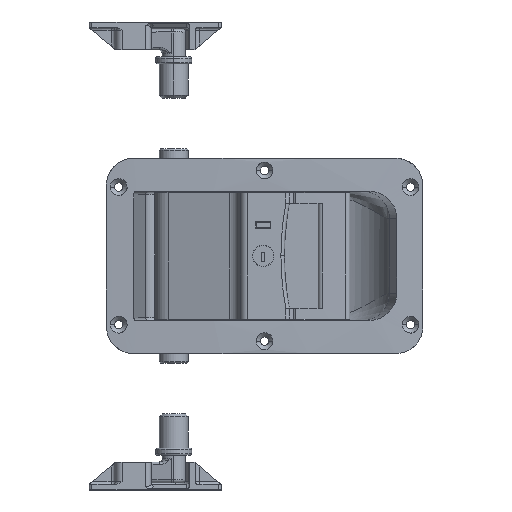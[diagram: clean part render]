
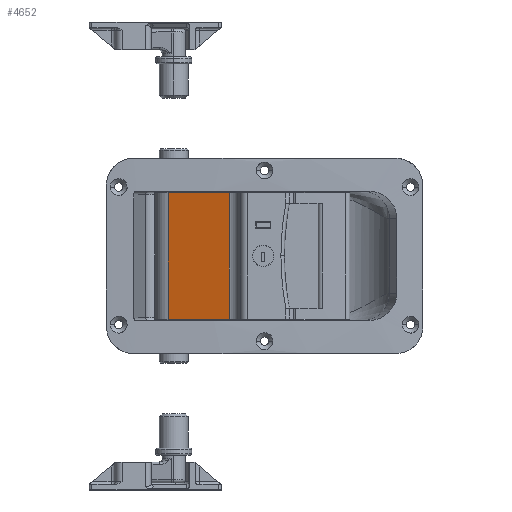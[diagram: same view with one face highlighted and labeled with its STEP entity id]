
A CAD part, top view. The second image highlights one B-rep face of the part: STEP entity #4652.
In plain terms, the highlighted planar face has unit normal (-0.299, 0, 0.954).
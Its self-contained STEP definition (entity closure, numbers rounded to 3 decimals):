
#4411 = VERTEX_POINT ( 'NONE', #13081 ) ;
#4480 = VERTEX_POINT ( 'NONE', #13210 ) ;
#4483 = EDGE_CURVE ( 'NONE', #4411, #4480, #13205, .T. ) ;
#4596 = EDGE_LOOP ( 'NONE', ( #4653, #4656, #4659, #4661 ) ) ;
#4652 = ADVANCED_FACE ( 'NONE', ( #13617 ), #13616, .F. ) ;
#4653 = ORIENTED_EDGE ( 'NONE', *, *, #4654, .T. ) ;
#4654 = EDGE_CURVE ( 'NONE', #4480, #4655, #13614, .T. ) ;
#4655 = VERTEX_POINT ( 'NONE', #13607 ) ;
#4656 = ORIENTED_EDGE ( 'NONE', *, *, #4657, .F. ) ;
#4657 = EDGE_CURVE ( 'NONE', #4658, #4655, #13606, .T. ) ;
#4658 = VERTEX_POINT ( 'NONE', #13602 ) ;
#4659 = ORIENTED_EDGE ( 'NONE', *, *, #4660, .F. ) ;
#4660 = EDGE_CURVE ( 'NONE', #4411, #4658, #13601, .T. ) ;
#4661 = ORIENTED_EDGE ( 'NONE', *, *, #4483, .T. ) ;
#13081 = CARTESIAN_POINT ( 'NONE',  ( -4.184, 46., 13.36 ) ) ;
#13202 = DIRECTION ( 'NONE',  ( 0., -1., 0. ) ) ;
#13203 = VECTOR ( 'NONE', #13202, 1000. ) ;
#13204 = CARTESIAN_POINT ( 'NONE',  ( -4.184, 46., 13.36 ) ) ;
#13205 = LINE ( 'NONE', #13204, #13203 ) ;
#13210 = CARTESIAN_POINT ( 'NONE',  ( -4.184, -46., 13.36 ) ) ;
#13598 = DIRECTION ( 'NONE',  ( 0.954, 0., 0.299 ) ) ;
#13599 = VECTOR ( 'NONE', #13598, 1000. ) ;
#13600 = CARTESIAN_POINT ( 'NONE',  ( -4.184, 46., 13.36 ) ) ;
#13601 = LINE ( 'NONE', #13600, #13599 ) ;
#13602 = CARTESIAN_POINT ( 'NONE',  ( 40.282, 46., 27.285 ) ) ;
#13603 = DIRECTION ( 'NONE',  ( 0., -1., 0. ) ) ;
#13604 = VECTOR ( 'NONE', #13603, 1000. ) ;
#13605 = CARTESIAN_POINT ( 'NONE',  ( 40.282, 46., 27.285 ) ) ;
#13606 = LINE ( 'NONE', #13605, #13604 ) ;
#13607 = CARTESIAN_POINT ( 'NONE',  ( 40.282, -46., 27.285 ) ) ;
#13608 = DIRECTION ( 'NONE',  ( 0.954, 0., 0.299 ) ) ;
#13609 = VECTOR ( 'NONE', #13608, 1000. ) ;
#13610 = CARTESIAN_POINT ( 'NONE',  ( -4.184, -46., 13.36 ) ) ;
#13611 = DIRECTION ( 'NONE',  ( -0.954, 0., -0.299 ) ) ;
#13612 = DIRECTION ( 'NONE',  ( 0.299, 0., -0.954 ) ) ;
#13613 = AXIS2_PLACEMENT_3D ( 'NONE', #13615, #13612, #13611 ) ;
#13614 = LINE ( 'NONE', #13610, #13609 ) ;
#13615 = CARTESIAN_POINT ( 'NONE',  ( -4.184, 46., 13.36 ) ) ;
#13616 = PLANE ( 'NONE',  #13613 ) ;
#13617 = FACE_OUTER_BOUND ( 'NONE', #4596, .T. ) ;
